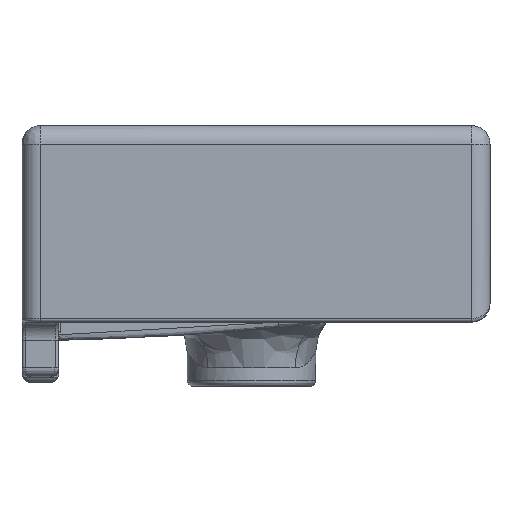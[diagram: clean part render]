
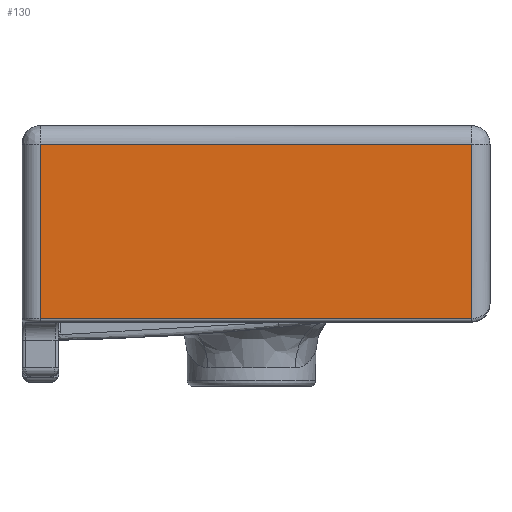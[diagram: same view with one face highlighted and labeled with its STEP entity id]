
A CAD part, left-side view. The second image highlights one B-rep face of the part: STEP entity #130.
In plain terms, the highlighted planar face has unit normal (-1, 0, 0).
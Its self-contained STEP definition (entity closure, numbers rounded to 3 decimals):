
#130=ADVANCED_FACE('',(#635),#8064,.T.);
#635=FACE_OUTER_BOUND('',#1151,.T.);
#1151=EDGE_LOOP('',(#2197,#2198,#2199,#2200));
#2197=ORIENTED_EDGE('',*,*,#4705,.T.);
#2198=ORIENTED_EDGE('',*,*,#4708,.T.);
#2199=ORIENTED_EDGE('',*,*,#4707,.T.);
#2200=ORIENTED_EDGE('',*,*,#4706,.T.);
#4705=EDGE_CURVE('',#7543,#7544,#6790,.T.);
#4706=EDGE_CURVE('',#7545,#7543,#6791,.T.);
#4707=EDGE_CURVE('',#7546,#7545,#6792,.T.);
#4708=EDGE_CURVE('',#7544,#7546,#6793,.T.);
#6790=B_SPLINE_CURVE_WITH_KNOTS('',1,(#23916,#23917),.UNSPECIFIED.,.F.,
 .F.,(2,2),(-235.,0.),.UNSPECIFIED.);
#6791=B_SPLINE_CURVE_WITH_KNOTS('',1,(#23918,#23919),.UNSPECIFIED.,.F.,
 .F.,(2,2),(-95.,0.),.UNSPECIFIED.);
#6792=B_SPLINE_CURVE_WITH_KNOTS('',1,(#23920,#23921),.UNSPECIFIED.,.F.,
 .F.,(2,2),(-235.,0.),.UNSPECIFIED.);
#6793=B_SPLINE_CURVE_WITH_KNOTS('',1,(#23922,#23923),.UNSPECIFIED.,.F.,
 .F.,(2,2),(-95.,0.),.UNSPECIFIED.);
#7543=VERTEX_POINT('',#21023);
#7544=VERTEX_POINT('',#21024);
#7545=VERTEX_POINT('',#21025);
#7546=VERTEX_POINT('',#21026);
#8064=PLANE('',#8614);
#8614=AXIS2_PLACEMENT_3D('',#10976,#8947,$);
#8947=DIRECTION('',(-1.,0.,0.));
#10976=CARTESIAN_POINT('',(-246.,143.5,28.));
#21023=CARTESIAN_POINT('',(-246.,-115.,132.5));
#21024=CARTESIAN_POINT('',(-246.,120.,132.5));
#21025=CARTESIAN_POINT('',(-246.,-115.,37.5));
#21026=CARTESIAN_POINT('',(-246.,120.,37.5));
#23916=CARTESIAN_POINT('',(-246.,-115.,132.5));
#23917=CARTESIAN_POINT('',(-246.,120.,132.5));
#23918=CARTESIAN_POINT('',(-246.,-115.,37.5));
#23919=CARTESIAN_POINT('',(-246.,-115.,132.5));
#23920=CARTESIAN_POINT('',(-246.,120.,37.5));
#23921=CARTESIAN_POINT('',(-246.,-115.,37.5));
#23922=CARTESIAN_POINT('',(-246.,120.,132.5));
#23923=CARTESIAN_POINT('',(-246.,120.,37.5));
